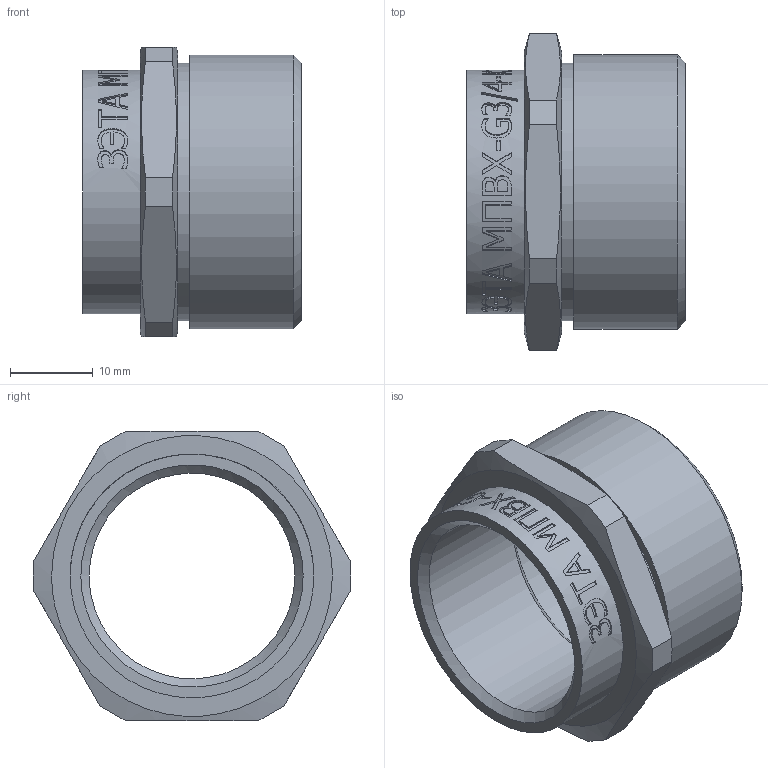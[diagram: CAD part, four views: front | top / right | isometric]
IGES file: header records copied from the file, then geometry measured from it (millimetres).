
Global section: file name: 48 MPVX-G3_4-NPT 1; native system: Autodesk Inventor 2015; preprocessor: unknown; author: Борисов Е.В.,,11,0,; ; date: 20161002.102412; units: millimetre
Bounding box: 26.5 x 38.41 x 35 mm (x, y, z)
Volume: 8266 mm3; surface area: 5991.9 mm2
Topology: 1 solids, 1 shells, 268 faces, 740 edges, 497 vertices
Faces by surface type: bspline 268
